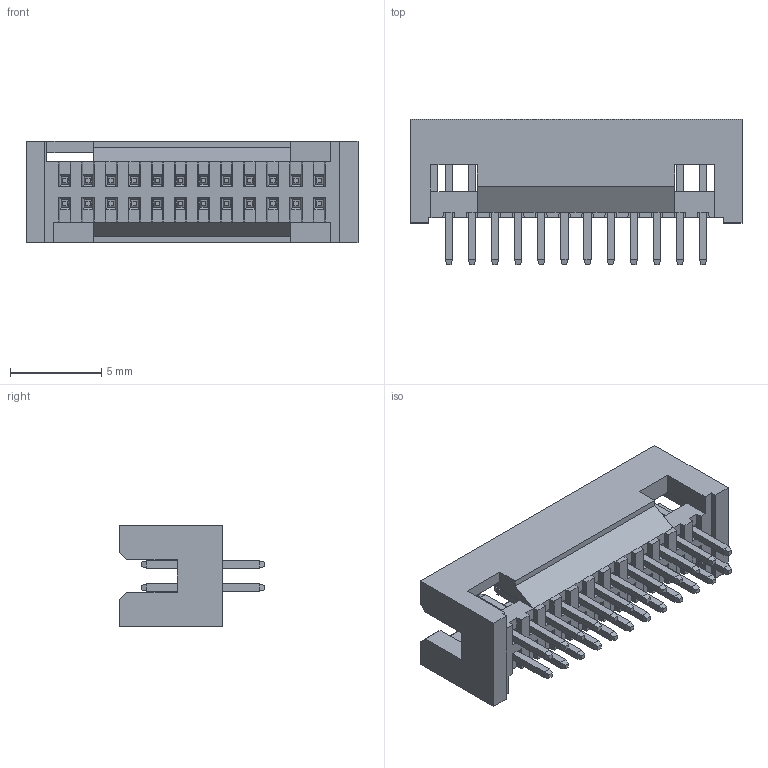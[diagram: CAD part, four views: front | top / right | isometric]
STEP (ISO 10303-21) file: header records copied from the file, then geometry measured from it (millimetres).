
FILE_DESCRIPTION( ('This file contains a STEP AP42 implementation' ,'as created by ZW3D STEP Interface translator.') ,'2;1' );
FILE_NAME( '3131-XXSXXBK00X1.stp' ,'231116.152532', (''), ('ZWCAD Software Co.'), 'Version 1.0', 'ZW3D to STEP translator', '' );
FILE_SCHEMA(('AUTOMOTIVE_DESIGN { 1 0 10303 214 1 1 1 1 }'));
Length unit declared in the file: millimetre
Products named in the file (4): 0; 3131-24SXXBK00T1; g3131-xxbck0001_2; T1140-068
Assembly tree (25 placements, depth 2):
  0
  3131-24SXXBK00T1
    g3131-xxbck0001_2
    T1140-068  x24
Bounding box: 18.24 x 8 x 5.6 mm (x, y, z)
Volume: 279.2 mm3; surface area: 896.8 mm2
Topology: 25 solids, 25 shells, 691 faces, 1589 edges, 916 vertices
Faces by surface type: plane 691
Entity records: 14213 total; most frequent: CARTESIAN_POINT 6500, ORIENTED_EDGE 1890, EDGE_CURVE 945, B_SPLINE_CURVE_WITH_KNOTS 917, DIRECTION 872, VERTEX_POINT 548, AXIS2_PLACEMENT_3D 422, EDGE_LOOP 393
